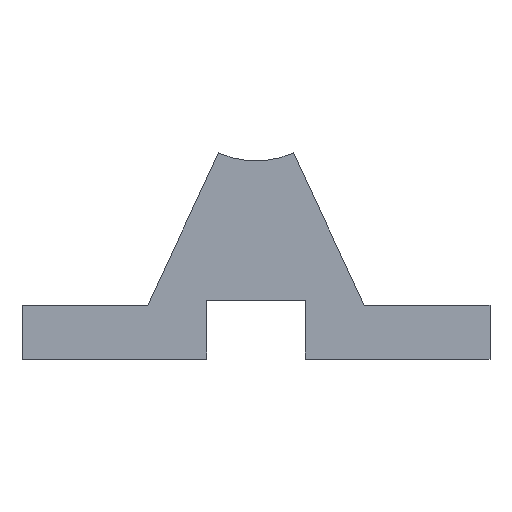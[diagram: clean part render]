
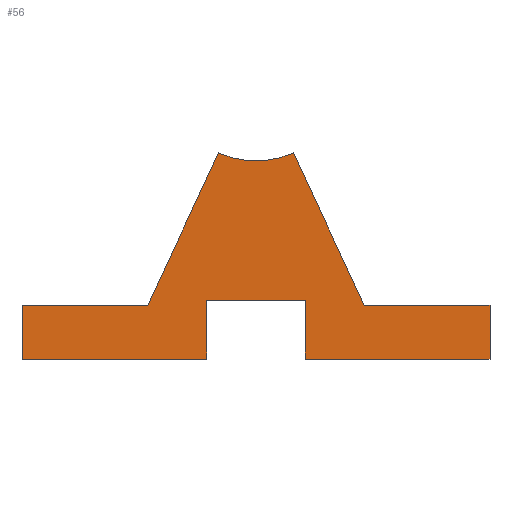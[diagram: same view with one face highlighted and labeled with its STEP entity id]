
A CAD part, front view. The second image highlights one B-rep face of the part: STEP entity #56.
In plain terms, the highlighted planar face has unit normal (0, -1, 0).
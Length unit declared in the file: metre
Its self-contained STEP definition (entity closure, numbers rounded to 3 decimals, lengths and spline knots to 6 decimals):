
#56 = ADVANCED_FACE( '', ( #128 ), #129, .T. );
#128 = FACE_OUTER_BOUND( '', #249, .T. );
#129 = PLANE( '', #250 );
#249 = EDGE_LOOP( '', ( #379, #380, #381, #382, #383, #384, #385, #386, #387, #388, #389, #390 ) );
#250 = AXIS2_PLACEMENT_3D( '', #391, #392, #393 );
#379 = ORIENTED_EDGE( '', *, *, #594, .F. );
#380 = ORIENTED_EDGE( '', *, *, #595, .T. );
#381 = ORIENTED_EDGE( '', *, *, #596, .T. );
#382 = ORIENTED_EDGE( '', *, *, #597, .T. );
#383 = ORIENTED_EDGE( '', *, *, #598, .F. );
#384 = ORIENTED_EDGE( '', *, *, #589, .F. );
#385 = ORIENTED_EDGE( '', *, *, #599, .F. );
#386 = ORIENTED_EDGE( '', *, *, #584, .F. );
#387 = ORIENTED_EDGE( '', *, *, #600, .F. );
#388 = ORIENTED_EDGE( '', *, *, #601, .F. );
#389 = ORIENTED_EDGE( '', *, *, #602, .F. );
#390 = ORIENTED_EDGE( '', *, *, #579, .F. );
#391 = CARTESIAN_POINT( '', ( 0., 0., 0.032 ) );
#392 = DIRECTION( '', ( 0., -1., 0. ) );
#393 = DIRECTION( '', ( 0., 0., -1. ) );
#579 = EDGE_CURVE( '', #665, #666, #667, .T. );
#584 = EDGE_CURVE( '', #674, #675, #676, .T. );
#589 = EDGE_CURVE( '', #683, #684, #685, .T. );
#594 = EDGE_CURVE( '', #692, #665, #693, .T. );
#595 = EDGE_CURVE( '', #692, #694, #695, .T. );
#596 = EDGE_CURVE( '', #694, #696, #697, .T. );
#597 = EDGE_CURVE( '', #696, #698, #699, .T. );
#598 = EDGE_CURVE( '', #684, #698, #700, .T. );
#599 = EDGE_CURVE( '', #675, #683, #701, .T. );
#600 = EDGE_CURVE( '', #702, #674, #703, .T. );
#601 = EDGE_CURVE( '', #704, #702, #705, .T. );
#602 = EDGE_CURVE( '', #666, #704, #706, .T. );
#665 = VERTEX_POINT( '', #799 );
#666 = VERTEX_POINT( '', #800 );
#667 = LINE( '', #801, #802 );
#674 = VERTEX_POINT( '', #812 );
#675 = VERTEX_POINT( '', #813 );
#676 = LINE( '', #814, #815 );
#683 = VERTEX_POINT( '', #825 );
#684 = VERTEX_POINT( '', #826 );
#685 = LINE( '', #827, #828 );
#692 = VERTEX_POINT( '', #838 );
#693 = LINE( '', #839, #840 );
#694 = VERTEX_POINT( '', #841 );
#695 = LINE( '', #842, #843 );
#696 = VERTEX_POINT( '', #844 );
#697 = LINE( '', #845, #846 );
#698 = VERTEX_POINT( '', #847 );
#699 = LINE( '', #848, #849 );
#700 = LINE( '', #850, #851 );
#701 = LINE( '', #852, #853 );
#702 = VERTEX_POINT( '', #854 );
#703 = CIRCLE( '', #855, 0.01 );
#704 = VERTEX_POINT( '', #856 );
#705 = LINE( '', #857, #858 );
#706 = LINE( '', #859, #860 );
#799 = CARTESIAN_POINT( '', ( -0.026, 0., 0. ) );
#800 = CARTESIAN_POINT( '', ( -0.026, 0., 0.006 ) );
#801 = CARTESIAN_POINT( '', ( -0.026, 0., 0. ) );
#802 = VECTOR( '', #1210, 1. );
#812 = CARTESIAN_POINT( '', ( 0.00415, 0., 0.022902 ) );
#813 = CARTESIAN_POINT( '', ( 0.012031, 0., 0.006 ) );
#814 = CARTESIAN_POINT( '', ( 0.012031, 0., 0.006 ) );
#815 = VECTOR( '', #1214, 1. );
#825 = CARTESIAN_POINT( '', ( 0.026, 0., 0.006 ) );
#826 = CARTESIAN_POINT( '', ( 0.026, 0., 0. ) );
#827 = CARTESIAN_POINT( '', ( 0.026, 0., 0. ) );
#828 = VECTOR( '', #1218, 1. );
#838 = CARTESIAN_POINT( '', ( -0.0055, 0., 0. ) );
#839 = CARTESIAN_POINT( '', ( 0.026, 0., 0. ) );
#840 = VECTOR( '', #1222, 1. );
#841 = CARTESIAN_POINT( '', ( -0.0055, 0., 0.0065 ) );
#842 = CARTESIAN_POINT( '', ( -0.0055, 0., 0. ) );
#843 = VECTOR( '', #1223, 1. );
#844 = CARTESIAN_POINT( '', ( 0.0055, 0., 0.0065 ) );
#845 = CARTESIAN_POINT( '', ( -0.0055, 0., 0.0065 ) );
#846 = VECTOR( '', #1224, 1. );
#847 = CARTESIAN_POINT( '', ( 0.0055, 0., 0. ) );
#848 = CARTESIAN_POINT( '', ( 0.0055, 0., 0.0065 ) );
#849 = VECTOR( '', #1225, 1. );
#850 = CARTESIAN_POINT( '', ( 0.026, 0., 0. ) );
#851 = VECTOR( '', #1226, 1. );
#852 = CARTESIAN_POINT( '', ( 0.026, 0., 0.006 ) );
#853 = VECTOR( '', #1227, 1. );
#854 = CARTESIAN_POINT( '', ( -0.00415, 0., 0.022902 ) );
#855 = AXIS2_PLACEMENT_3D( '', #1228, #1229, #1230 );
#856 = CARTESIAN_POINT( '', ( -0.012031, 0., 0.006 ) );
#857 = CARTESIAN_POINT( '', ( -0.012031, 0., 0.006 ) );
#858 = VECTOR( '', #1231, 1. );
#859 = CARTESIAN_POINT( '', ( -0.026, 0., 0.006 ) );
#860 = VECTOR( '', #1232, 1. );
#1210 = DIRECTION( '', ( 0., 0., 1. ) );
#1214 = DIRECTION( '', ( 0.423, 0., -0.906 ) );
#1218 = DIRECTION( '', ( 0., 0., -1. ) );
#1222 = DIRECTION( '', ( -1., 0., 0. ) );
#1223 = DIRECTION( '', ( 0., 0., 1. ) );
#1224 = DIRECTION( '', ( 1., 0., 0. ) );
#1225 = DIRECTION( '', ( 0., 0., -1. ) );
#1226 = DIRECTION( '', ( -1., 0., 0. ) );
#1227 = DIRECTION( '', ( 1., 0., 0. ) );
#1228 = CARTESIAN_POINT( '', ( 0., 0., 0.032 ) );
#1229 = DIRECTION( '', ( 0., -1., 0. ) );
#1230 = DIRECTION( '', ( 1., 0., 0. ) );
#1231 = DIRECTION( '', ( 0.423, 0., 0.906 ) );
#1232 = DIRECTION( '', ( 1., 0., 0. ) );
